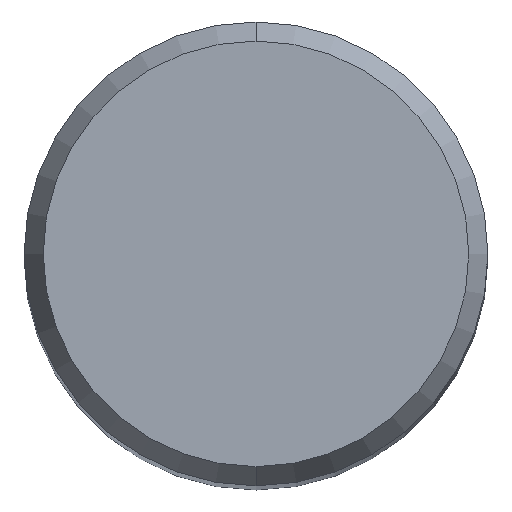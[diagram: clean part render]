
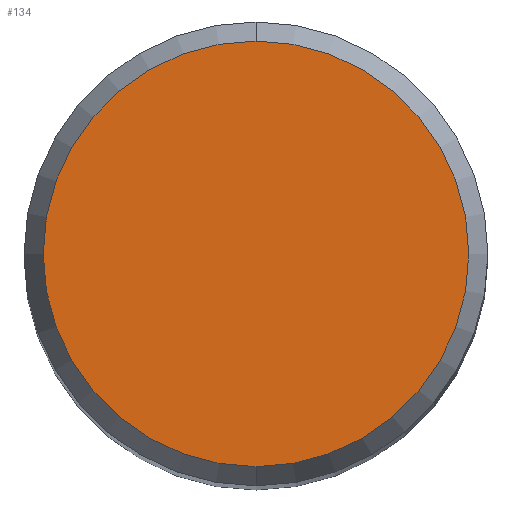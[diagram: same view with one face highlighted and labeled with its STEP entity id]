
A CAD part, top view. The second image highlights one B-rep face of the part: STEP entity #134.
In plain terms, the highlighted planar face has unit normal (0, 0, 1).
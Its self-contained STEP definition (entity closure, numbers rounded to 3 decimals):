
#134=ADVANCED_FACE('',(#284),#285,.T.);
#182=EDGE_CURVE('',#192,#216,#339,.T.);
#192=VERTEX_POINT('',#351);
#216=VERTEX_POINT('',#378);
#220=EDGE_CURVE('',#216,#192,#382,.T.);
#284=FACE_OUTER_BOUND('',#444,.T.);
#285=PLANE('',#445);
#339=CIRCLE('',#522,5.104);
#351=CARTESIAN_POINT('',(0.0,5.104,0.0));
#378=CARTESIAN_POINT('',(0.,-5.104,0.0));
#382=CIRCLE('',#574,5.104);
#444=EDGE_LOOP('',(#633,#634));
#445=AXIS2_PLACEMENT_3D('',#635,#636,#637);
#522=AXIS2_PLACEMENT_3D('',#708,#709,#710);
#574=AXIS2_PLACEMENT_3D('',#755,#756,#757);
#633=ORIENTED_EDGE('',*,*,#182,.F.);
#634=ORIENTED_EDGE('',*,*,#220,.F.);
#635=CARTESIAN_POINT('',(0.0,2.552,0.0));
#636=DIRECTION('',(-0.0,0.0,1.0));
#637=DIRECTION('',(0.0,-1.0,0.0));
#708=CARTESIAN_POINT('',(0.0,0.0,0.0));
#709=DIRECTION('',(0.0,0.0,-1.0));
#710=DIRECTION('',(0.0,1.0,0.0));
#755=CARTESIAN_POINT('',(0.0,0.0,0.0));
#756=DIRECTION('',(0.0,0.0,-1.0));
#757=DIRECTION('',(0.0,1.0,0.0));
